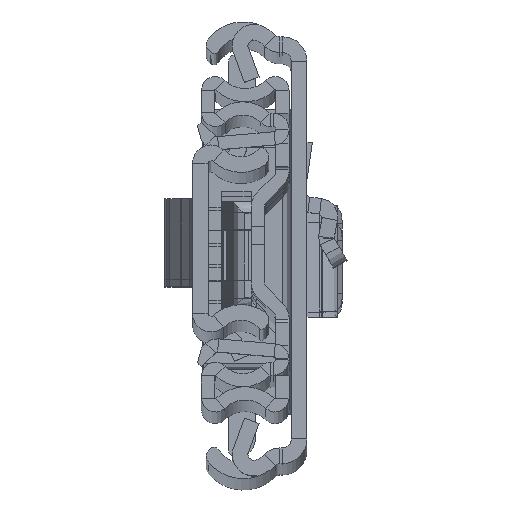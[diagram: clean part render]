
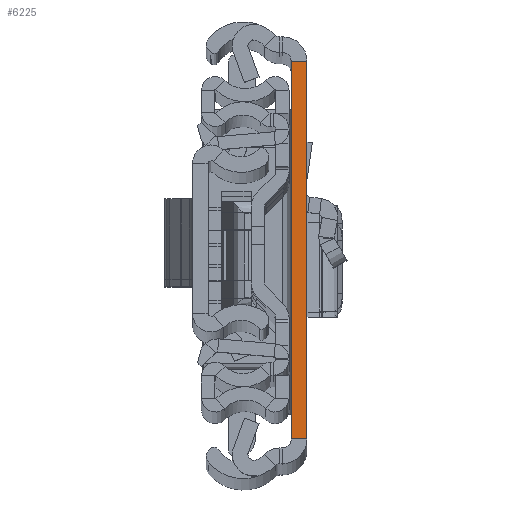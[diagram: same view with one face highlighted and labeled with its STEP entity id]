
A CAD part, top view. The second image highlights one B-rep face of the part: STEP entity #6225.
In plain terms, the highlighted planar face has unit normal (0, 0, 1).
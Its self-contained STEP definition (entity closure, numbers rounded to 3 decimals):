
#671 = DIRECTION ( 'NONE',  ( 0., 1., 0. ) ) ;
#854 = CARTESIAN_POINT ( 'NONE',  ( 2.6, -31.5, 0. ) ) ;
#1673 = CARTESIAN_POINT ( 'NONE',  ( 2.6, -31.5, 0. ) ) ;
#2478 = CARTESIAN_POINT ( 'NONE',  ( 0., -31.5, 0. ) ) ;
#2632 = CARTESIAN_POINT ( 'NONE',  ( 2.6, 31.5, 0. ) ) ;
#3374 = EDGE_CURVE ( 'NONE', #7546, #9782, #15039, .T. ) ;
#3848 = LINE ( 'NONE', #854, #18846 ) ;
#3940 = FACE_OUTER_BOUND ( 'NONE', #4465, .T. ) ;
#4465 = EDGE_LOOP ( 'NONE', ( #13999, #9211, #16597, #8405 ) ) ;
#4572 = DIRECTION ( 'NONE',  ( 0., 1., 0. ) ) ;
#5044 = DIRECTION ( 'NONE',  ( 0., 0., -1. ) ) ;
#5077 = VERTEX_POINT ( 'NONE', #17291 ) ;
#5145 = CARTESIAN_POINT ( 'NONE',  ( 0., -31.5, 0. ) ) ;
#5236 = LINE ( 'NONE', #5145, #16300 ) ;
#6225 = ADVANCED_FACE ( 'NONE', ( #3940 ), #15713, .F. ) ;
#6861 = CARTESIAN_POINT ( 'NONE',  ( 0., 31.5, 0. ) ) ;
#7546 = VERTEX_POINT ( 'NONE', #6861 ) ;
#7642 = VERTEX_POINT ( 'NONE', #2478 ) ;
#7654 = LINE ( 'NONE', #1673, #15797 ) ;
#8104 = DIRECTION ( 'NONE',  ( 1., 0., 0. ) ) ;
#8405 = ORIENTED_EDGE ( 'NONE', *, *, #18108, .T. ) ;
#9211 = ORIENTED_EDGE ( 'NONE', *, *, #12825, .F. ) ;
#9782 = VERTEX_POINT ( 'NONE', #10656 ) ;
#9981 = CARTESIAN_POINT ( 'NONE',  ( 2.6, -31.5, 0. ) ) ;
#10656 = CARTESIAN_POINT ( 'NONE',  ( 2.6, 31.5, 0. ) ) ;
#11472 = DIRECTION ( 'NONE',  ( 1., 0., 0. ) ) ;
#12242 = AXIS2_PLACEMENT_3D ( 'NONE', #9981, #5044, #671 ) ;
#12825 = EDGE_CURVE ( 'NONE', #7642, #7546, #5236, .T. ) ;
#13999 = ORIENTED_EDGE ( 'NONE', *, *, #3374, .F. ) ;
#14291 = EDGE_CURVE ( 'NONE', #7642, #5077, #3848, .T. ) ;
#14435 = DIRECTION ( 'NONE',  ( 0., 1., 0. ) ) ;
#15039 = LINE ( 'NONE', #2632, #16471 ) ;
#15713 = PLANE ( 'NONE',  #12242 ) ;
#15797 = VECTOR ( 'NONE', #4572, 1000. ) ;
#16300 = VECTOR ( 'NONE', #14435, 1000. ) ;
#16471 = VECTOR ( 'NONE', #11472, 1000. ) ;
#16597 = ORIENTED_EDGE ( 'NONE', *, *, #14291, .T. ) ;
#17291 = CARTESIAN_POINT ( 'NONE',  ( 2.6, -31.5, 0. ) ) ;
#18108 = EDGE_CURVE ( 'NONE', #5077, #9782, #7654, .T. ) ;
#18846 = VECTOR ( 'NONE', #8104, 1000. ) ;
